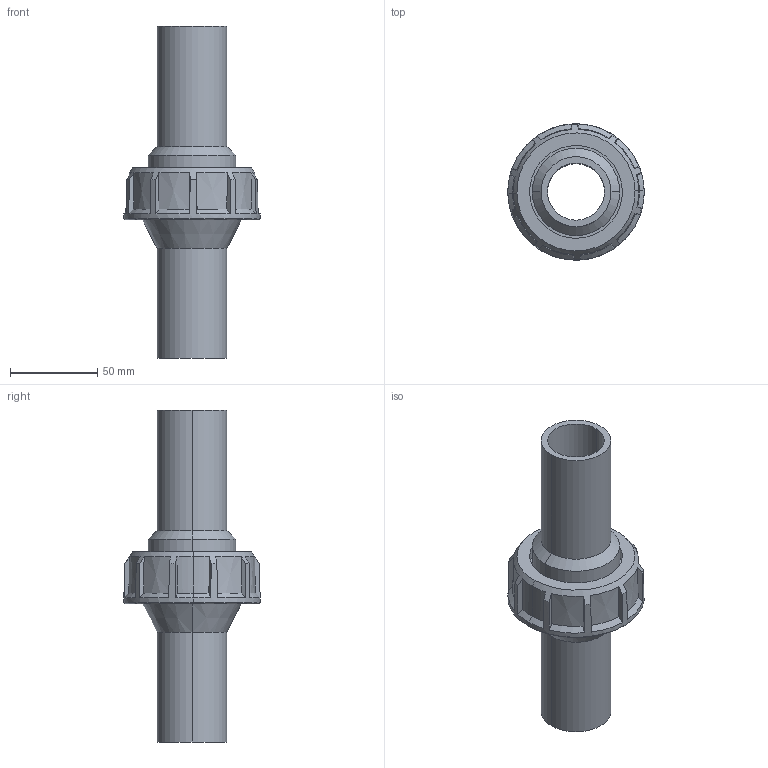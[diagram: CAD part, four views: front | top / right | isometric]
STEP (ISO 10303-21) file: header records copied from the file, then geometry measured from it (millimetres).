
FILE_DESCRIPTION(('STEP AP214'),'1');
FILE_NAME('bbml11040e.stp','2018-02-08T09:31:13',('TraceParts'),('TraceParts S.A.'),'Spatial InterOp 3D',' ',' ');
FILE_SCHEMA(('automotive_design'));
Length unit declared in the file: millimetre
Products named in the file (3): bbml11040e_1; bbml11040e_2; bbml11040e_3
Bounding box: 78.06 x 78.06 x 190 mm (x, y, z)
Volume: 183904.4 mm3; surface area: 68085.8 mm2
Topology: 3 solids, 3 shells, 80 faces, 201 edges, 129 vertices
Faces by surface type: cone 34, plane 28, cylinder 18
Entity records: 3096 total; most frequent: CARTESIAN_POINT 573, ORIENTED_EDGE 402, DIRECTION 376, EDGE_CURVE 201, AXIS2_PLACEMENT_3D 172, VERTEX_POINT 129, CIRCLE 89, EDGE_LOOP 88
